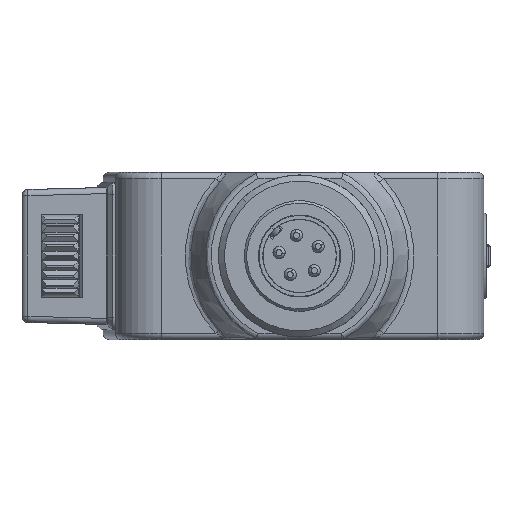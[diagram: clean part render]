
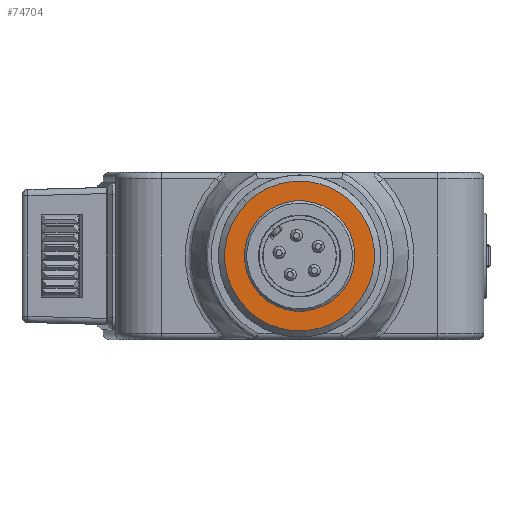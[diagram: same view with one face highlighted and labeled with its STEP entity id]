
A CAD part, front view. The second image highlights one B-rep face of the part: STEP entity #74704.
In plain terms, the highlighted planar face has unit normal (0, -1, 0).
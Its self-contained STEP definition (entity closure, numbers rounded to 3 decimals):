
#23354=CARTESIAN_POINT('',(15.,-44.2,0.));
#23355=DIRECTION('',(0.,-1.,0.));
#23356=DIRECTION('',(0.707,0.,-0.707));
#23357=AXIS2_PLACEMENT_3D('',#23354,#23355,#23356);
#23368=CARTESIAN_POINT('',(15.,-44.2,0.));
#23369=DIRECTION('',(0.,1.,0.));
#23370=DIRECTION('',(0.707,0.,-0.707));
#23371=AXIS2_PLACEMENT_3D('',#23368,#23369,#23370);
#23377=CARTESIAN_POINT('',(15.,-44.2,0.));
#23378=DIRECTION('',(0.,1.,0.));
#23379=DIRECTION('',(0.707,0.,-0.707));
#23380=AXIS2_PLACEMENT_3D('',#23377,#23378,#23379);
#23382=CARTESIAN_POINT('',(15.,-44.2,0.));
#23383=DIRECTION('',(0.,-1.,0.));
#23384=DIRECTION('',(0.707,0.,-0.707));
#23385=AXIS2_PLACEMENT_3D('',#23382,#23383,#23384);
#49523=CARTESIAN_POINT('',(18.182,-44.2,-3.182));
#49524=CARTESIAN_POINT('',(11.818,-44.2,3.182));
#49525=VERTEX_POINT('',#49523);
#49526=VERTEX_POINT('',#49524);
#49531=CARTESIAN_POINT('',(19.313,-44.2,-4.313));
#49532=CARTESIAN_POINT('',(10.687,-44.2,4.313));
#49533=VERTEX_POINT('',#49531);
#49534=VERTEX_POINT('',#49532);
#74689=CARTESIAN_POINT('',(15.,-44.2,0.));
#74690=DIRECTION('',(0.,1.,0.));
#74691=DIRECTION('',(0.707,0.,-0.707));
#74692=AXIS2_PLACEMENT_3D('',#74689,#74690,#74691);
#74693=PLANE('',#74692);
#74694=ORIENTED_EDGE('',*,*,#74669,.F.);
#74695=ORIENTED_EDGE('',*,*,#74683,.T.);
#74696=EDGE_LOOP('',(#74694,#74695));
#74697=FACE_OUTER_BOUND('',#74696,.F.);
#74699=ORIENTED_EDGE('',*,*,#74698,.F.);
#74701=ORIENTED_EDGE('',*,*,#74700,.T.);
#74702=EDGE_LOOP('',(#74699,#74701));
#74703=FACE_BOUND('',#74702,.F.);
#74704=ADVANCED_FACE('',(#74697,#74703),#74693,.F.);
#23358=CIRCLE('',#23357,6.1);
#23372=CIRCLE('',#23371,6.1);
#23381=CIRCLE('',#23380,4.5);
#23386=CIRCLE('',#23385,4.5);
#74669=EDGE_CURVE('',#49533,#49534,#23358,.T.);
#74683=EDGE_CURVE('',#49533,#49534,#23372,.T.);
#74698=EDGE_CURVE('',#49525,#49526,#23381,.T.);
#74700=EDGE_CURVE('',#49525,#49526,#23386,.T.);
